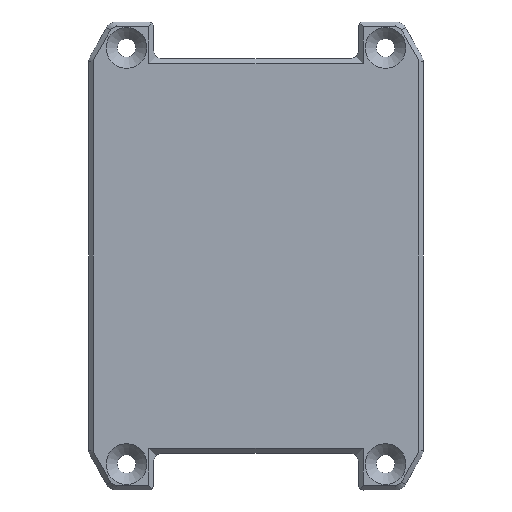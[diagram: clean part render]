
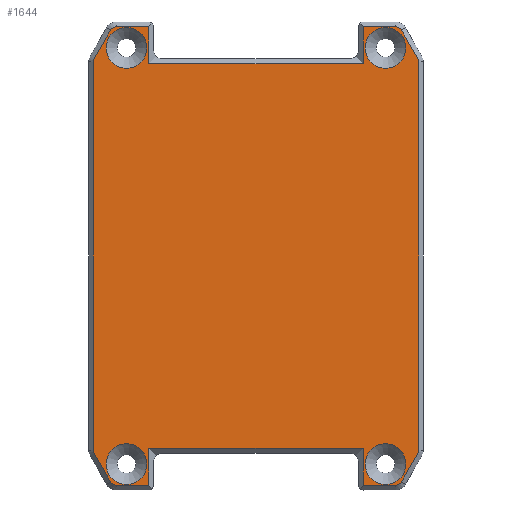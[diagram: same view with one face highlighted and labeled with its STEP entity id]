
A CAD part, front view. The second image highlights one B-rep face of the part: STEP entity #1644.
In plain terms, the highlighted planar face has unit normal (0, -1, 0).
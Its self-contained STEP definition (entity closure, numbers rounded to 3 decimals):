
#15=FACE_BOUND('',#300,.T.);
#16=FACE_BOUND('',#301,.T.);
#17=FACE_BOUND('',#302,.T.);
#18=FACE_BOUND('',#303,.T.);
#83=CIRCLE('',#1745,0.7);
#85=CIRCLE('',#1749,0.7);
#87=CIRCLE('',#1753,0.7);
#89=CIRCLE('',#1757,0.7);
#91=CIRCLE('',#1761,0.7);
#93=CIRCLE('',#1765,0.7);
#95=CIRCLE('',#1769,0.7);
#97=CIRCLE('',#1773,0.7);
#102=CIRCLE('',#1788,2.2);
#103=CIRCLE('',#1789,2.2);
#104=CIRCLE('',#1790,2.2);
#105=CIRCLE('',#1791,2.2);
#206=FACE_OUTER_BOUND('',#299,.T.);
#299=EDGE_LOOP('',(#1303,#1304,#1305,#1306,#1307,#1308,#1309,#1310,#1311,
#1312,#1313,#1314,#1315,#1316,#1317,#1318,#1319,#1320,#1321,#1322,#1323,
#1324,#1325,#1326));
#300=EDGE_LOOP('',(#1327));
#301=EDGE_LOOP('',(#1328));
#302=EDGE_LOOP('',(#1329));
#303=EDGE_LOOP('',(#1330));
#369=LINE('',#2427,#529);
#373=LINE('',#2436,#533);
#380=LINE('',#2458,#540);
#384=LINE('',#2467,#544);
#391=LINE('',#2489,#551);
#395=LINE('',#2498,#555);
#402=LINE('',#2520,#562);
#406=LINE('',#2529,#566);
#417=LINE('',#2565,#577);
#420=LINE('',#2576,#580);
#424=LINE('',#2588,#584);
#428=LINE('',#2600,#588);
#430=LINE('',#2606,#590);
#433=LINE('',#2617,#593);
#437=LINE('',#2629,#597);
#441=LINE('',#2641,#601);
#529=VECTOR('',#1918,10.);
#533=VECTOR('',#1926,10.);
#540=VECTOR('',#1945,10.);
#544=VECTOR('',#1953,10.);
#551=VECTOR('',#1972,10.);
#555=VECTOR('',#1980,10.);
#562=VECTOR('',#1999,10.);
#566=VECTOR('',#2007,10.);
#577=VECTOR('',#2048,10.);
#580=VECTOR('',#2059,10.);
#584=VECTOR('',#2071,10.);
#588=VECTOR('',#2083,10.);
#590=VECTOR('',#2093,10.);
#593=VECTOR('',#2104,10.);
#597=VECTOR('',#2116,10.);
#601=VECTOR('',#2128,10.);
#686=VERTEX_POINT('',#2424);
#687=VERTEX_POINT('',#2426);
#690=VERTEX_POINT('',#2434);
#698=VERTEX_POINT('',#2455);
#699=VERTEX_POINT('',#2457);
#702=VERTEX_POINT('',#2465);
#710=VERTEX_POINT('',#2486);
#711=VERTEX_POINT('',#2488);
#714=VERTEX_POINT('',#2496);
#722=VERTEX_POINT('',#2517);
#723=VERTEX_POINT('',#2519);
#726=VERTEX_POINT('',#2527);
#738=VERTEX_POINT('',#2569);
#740=VERTEX_POINT('',#2574);
#742=VERTEX_POINT('',#2581);
#744=VERTEX_POINT('',#2586);
#746=VERTEX_POINT('',#2593);
#748=VERTEX_POINT('',#2598);
#750=VERTEX_POINT('',#2610);
#752=VERTEX_POINT('',#2615);
#754=VERTEX_POINT('',#2622);
#756=VERTEX_POINT('',#2627);
#758=VERTEX_POINT('',#2634);
#760=VERTEX_POINT('',#2639);
#768=VERTEX_POINT('',#2679);
#769=VERTEX_POINT('',#2681);
#770=VERTEX_POINT('',#2683);
#771=VERTEX_POINT('',#2685);
#848=EDGE_CURVE('',#686,#687,#369,.T.);
#853=EDGE_CURVE('',#690,#686,#373,.T.);
#863=EDGE_CURVE('',#698,#699,#380,.T.);
#868=EDGE_CURVE('',#702,#698,#384,.T.);
#878=EDGE_CURVE('',#710,#711,#391,.T.);
#883=EDGE_CURVE('',#714,#710,#395,.T.);
#893=EDGE_CURVE('',#722,#723,#402,.T.);
#898=EDGE_CURVE('',#726,#722,#406,.T.);
#917=EDGE_CURVE('',#723,#714,#417,.T.);
#920=EDGE_CURVE('',#738,#702,#83,.T.);
#922=EDGE_CURVE('',#740,#738,#420,.T.);
#926=EDGE_CURVE('',#742,#740,#85,.T.);
#928=EDGE_CURVE('',#744,#742,#424,.T.);
#932=EDGE_CURVE('',#746,#744,#87,.T.);
#934=EDGE_CURVE('',#748,#746,#428,.T.);
#937=EDGE_CURVE('',#711,#748,#89,.T.);
#938=EDGE_CURVE('',#699,#690,#430,.T.);
#941=EDGE_CURVE('',#750,#726,#91,.T.);
#943=EDGE_CURVE('',#752,#750,#433,.T.);
#947=EDGE_CURVE('',#754,#752,#93,.T.);
#949=EDGE_CURVE('',#756,#754,#437,.T.);
#953=EDGE_CURVE('',#758,#756,#95,.T.);
#955=EDGE_CURVE('',#760,#758,#441,.T.);
#958=EDGE_CURVE('',#687,#760,#97,.T.);
#975=EDGE_CURVE('',#768,#768,#102,.T.);
#976=EDGE_CURVE('',#769,#769,#103,.T.);
#977=EDGE_CURVE('',#770,#770,#104,.T.);
#978=EDGE_CURVE('',#771,#771,#105,.T.);
#1303=ORIENTED_EDGE('',*,*,#868,.F.);
#1304=ORIENTED_EDGE('',*,*,#920,.F.);
#1305=ORIENTED_EDGE('',*,*,#922,.F.);
#1306=ORIENTED_EDGE('',*,*,#926,.F.);
#1307=ORIENTED_EDGE('',*,*,#928,.F.);
#1308=ORIENTED_EDGE('',*,*,#932,.F.);
#1309=ORIENTED_EDGE('',*,*,#934,.F.);
#1310=ORIENTED_EDGE('',*,*,#937,.F.);
#1311=ORIENTED_EDGE('',*,*,#878,.F.);
#1312=ORIENTED_EDGE('',*,*,#883,.F.);
#1313=ORIENTED_EDGE('',*,*,#917,.F.);
#1314=ORIENTED_EDGE('',*,*,#893,.F.);
#1315=ORIENTED_EDGE('',*,*,#898,.F.);
#1316=ORIENTED_EDGE('',*,*,#941,.F.);
#1317=ORIENTED_EDGE('',*,*,#943,.F.);
#1318=ORIENTED_EDGE('',*,*,#947,.F.);
#1319=ORIENTED_EDGE('',*,*,#949,.F.);
#1320=ORIENTED_EDGE('',*,*,#953,.F.);
#1321=ORIENTED_EDGE('',*,*,#955,.F.);
#1322=ORIENTED_EDGE('',*,*,#958,.F.);
#1323=ORIENTED_EDGE('',*,*,#848,.F.);
#1324=ORIENTED_EDGE('',*,*,#853,.F.);
#1325=ORIENTED_EDGE('',*,*,#938,.F.);
#1326=ORIENTED_EDGE('',*,*,#863,.F.);
#1327=ORIENTED_EDGE('',*,*,#975,.F.);
#1328=ORIENTED_EDGE('',*,*,#976,.F.);
#1329=ORIENTED_EDGE('',*,*,#977,.F.);
#1330=ORIENTED_EDGE('',*,*,#978,.F.);
#1571=PLANE('',#1787);
#1644=ADVANCED_FACE('',(#206,#15,#16,#17,#18),#1571,.T.);
#1745=AXIS2_PLACEMENT_3D('',#2571,#2054,#2055);
#1749=AXIS2_PLACEMENT_3D('',#2583,#2066,#2067);
#1753=AXIS2_PLACEMENT_3D('',#2595,#2078,#2079);
#1757=AXIS2_PLACEMENT_3D('',#2604,#2089,#2090);
#1761=AXIS2_PLACEMENT_3D('',#2612,#2099,#2100);
#1765=AXIS2_PLACEMENT_3D('',#2624,#2111,#2112);
#1769=AXIS2_PLACEMENT_3D('',#2636,#2123,#2124);
#1773=AXIS2_PLACEMENT_3D('',#2645,#2134,#2135);
#1787=AXIS2_PLACEMENT_3D('',#2678,#2174,#2175);
#1788=AXIS2_PLACEMENT_3D('',#2680,#2176,#2177);
#1789=AXIS2_PLACEMENT_3D('',#2682,#2178,#2179);
#1790=AXIS2_PLACEMENT_3D('',#2684,#2180,#2181);
#1791=AXIS2_PLACEMENT_3D('',#2686,#2182,#2183);
#1918=DIRECTION('',(-1.,0.,0.));
#1926=DIRECTION('',(0.,0.,-1.));
#1945=DIRECTION('',(0.,0.,1.));
#1953=DIRECTION('',(-1.,0.,0.));
#1972=DIRECTION('',(1.,0.,0.));
#1980=DIRECTION('',(0.,0.,1.));
#1999=DIRECTION('',(0.,0.,-1.));
#2007=DIRECTION('',(1.,0.,0.));
#2048=DIRECTION('',(1.,0.,0.));
#2054=DIRECTION('center_axis',(0.,1.,0.));
#2055=DIRECTION('ref_axis',(0.5,0.,-0.866));
#2059=DIRECTION('',(-0.5,0.,-0.866));
#2066=DIRECTION('center_axis',(0.,1.,0.));
#2067=DIRECTION('ref_axis',(0.966,0.,-0.259));
#2071=DIRECTION('',(0.,0.,-1.));
#2078=DIRECTION('center_axis',(0.,1.,0.));
#2079=DIRECTION('ref_axis',(0.966,0.,0.259));
#2083=DIRECTION('',(0.5,0.,-0.866));
#2089=DIRECTION('center_axis',(0.,1.,0.));
#2090=DIRECTION('ref_axis',(0.5,0.,0.866));
#2093=DIRECTION('',(-1.,0.,0.));
#2099=DIRECTION('center_axis',(0.,1.,0.));
#2100=DIRECTION('ref_axis',(-0.5,0.,0.866));
#2104=DIRECTION('',(0.5,0.,0.866));
#2111=DIRECTION('center_axis',(0.,1.,0.));
#2112=DIRECTION('ref_axis',(-0.966,0.,0.259));
#2116=DIRECTION('',(0.,0.,1.));
#2123=DIRECTION('center_axis',(0.,1.,0.));
#2124=DIRECTION('ref_axis',(-0.966,0.,-0.259));
#2128=DIRECTION('',(-0.5,0.,0.866));
#2134=DIRECTION('center_axis',(0.,1.,0.));
#2135=DIRECTION('ref_axis',(-0.5,0.,-0.866));
#2174=DIRECTION('center_axis',(0.,-1.,0.));
#2175=DIRECTION('ref_axis',(1.,0.,0.));
#2176=DIRECTION('center_axis',(0.,-1.,0.));
#2177=DIRECTION('ref_axis',(1.,0.,0.));
#2178=DIRECTION('center_axis',(0.,-1.,0.));
#2179=DIRECTION('ref_axis',(1.,0.,0.));
#2180=DIRECTION('center_axis',(0.,-1.,0.));
#2181=DIRECTION('ref_axis',(1.,0.,0.));
#2182=DIRECTION('center_axis',(0.,-1.,0.));
#2183=DIRECTION('ref_axis',(1.,0.,0.));
#2424=CARTESIAN_POINT('',(-11.6,-11.5,-24.8));
#2426=CARTESIAN_POINT('',(-15.098,-11.5,-24.8));
#2427=CARTESIAN_POINT('',(-7.895,-11.5,-24.8));
#2434=CARTESIAN_POINT('',(-11.6,-11.5,-20.8));
#2436=CARTESIAN_POINT('',(-11.6,-11.5,-12.65));
#2455=CARTESIAN_POINT('',(11.6,-11.5,-24.8));
#2457=CARTESIAN_POINT('',(11.6,-11.5,-20.8));
#2458=CARTESIAN_POINT('',(11.6,-11.5,-10.65));
#2465=CARTESIAN_POINT('',(15.098,-11.5,-24.8));
#2467=CARTESIAN_POINT('',(5.55,-11.5,-24.8));
#2486=CARTESIAN_POINT('',(11.6,-11.5,24.8));
#2488=CARTESIAN_POINT('',(15.098,-11.5,24.8));
#2489=CARTESIAN_POINT('',(7.895,-11.5,24.8));
#2496=CARTESIAN_POINT('',(11.6,-11.5,20.8));
#2498=CARTESIAN_POINT('',(11.6,-11.5,12.65));
#2517=CARTESIAN_POINT('',(-11.6,-11.5,24.8));
#2519=CARTESIAN_POINT('',(-11.6,-11.5,20.8));
#2520=CARTESIAN_POINT('',(-11.6,-11.5,10.65));
#2527=CARTESIAN_POINT('',(-15.098,-11.5,24.8));
#2529=CARTESIAN_POINT('',(-5.55,-11.5,24.8));
#2565=CARTESIAN_POINT('',(5.55,-11.5,20.8));
#2569=CARTESIAN_POINT('',(15.704,-11.5,-24.45));
#2571=CARTESIAN_POINT('Origin',(15.098,-11.5,-24.1));
#2574=CARTESIAN_POINT('',(17.506,-11.5,-21.328));
#2576=CARTESIAN_POINT('',(18.861,-11.5,-18.981));
#2581=CARTESIAN_POINT('',(17.6,-11.5,-20.978));
#2583=CARTESIAN_POINT('Origin',(16.9,-11.5,-20.978));
#2586=CARTESIAN_POINT('',(17.6,-11.5,20.978));
#2588=CARTESIAN_POINT('',(17.6,-11.5,-10.65));
#2593=CARTESIAN_POINT('',(17.506,-11.5,21.328));
#2595=CARTESIAN_POINT('Origin',(16.9,-11.5,20.978));
#2598=CARTESIAN_POINT('',(15.704,-11.5,24.45));
#2600=CARTESIAN_POINT('',(20.016,-11.5,16.981));
#2604=CARTESIAN_POINT('Origin',(15.098,-11.5,24.1));
#2606=CARTESIAN_POINT('',(-5.55,-11.5,-20.8));
#2610=CARTESIAN_POINT('',(-15.704,-11.5,24.45));
#2612=CARTESIAN_POINT('Origin',(-15.098,-11.5,24.1));
#2615=CARTESIAN_POINT('',(-17.506,-11.5,21.328));
#2617=CARTESIAN_POINT('',(-18.861,-11.5,18.981));
#2622=CARTESIAN_POINT('',(-17.6,-11.5,20.978));
#2624=CARTESIAN_POINT('Origin',(-16.9,-11.5,20.978));
#2627=CARTESIAN_POINT('',(-17.6,-11.5,-20.978));
#2629=CARTESIAN_POINT('',(-17.6,-11.5,10.65));
#2634=CARTESIAN_POINT('',(-17.506,-11.5,-21.328));
#2636=CARTESIAN_POINT('Origin',(-16.9,-11.5,-20.978));
#2639=CARTESIAN_POINT('',(-15.704,-11.5,-24.45));
#2641=CARTESIAN_POINT('',(-20.016,-11.5,-16.981));
#2645=CARTESIAN_POINT('Origin',(-15.098,-11.5,-24.1));
#2678=CARTESIAN_POINT('Origin',(0.,-11.5,0.));
#2679=CARTESIAN_POINT('',(11.8,-11.5,-22.5));
#2680=CARTESIAN_POINT('Origin',(14.,-11.5,-22.5));
#2681=CARTESIAN_POINT('',(-16.2,-11.5,22.5));
#2682=CARTESIAN_POINT('Origin',(-14.,-11.5,22.5));
#2683=CARTESIAN_POINT('',(-16.2,-11.5,-22.5));
#2684=CARTESIAN_POINT('Origin',(-14.,-11.5,-22.5));
#2685=CARTESIAN_POINT('',(11.8,-11.5,22.5));
#2686=CARTESIAN_POINT('Origin',(14.,-11.5,22.5));
